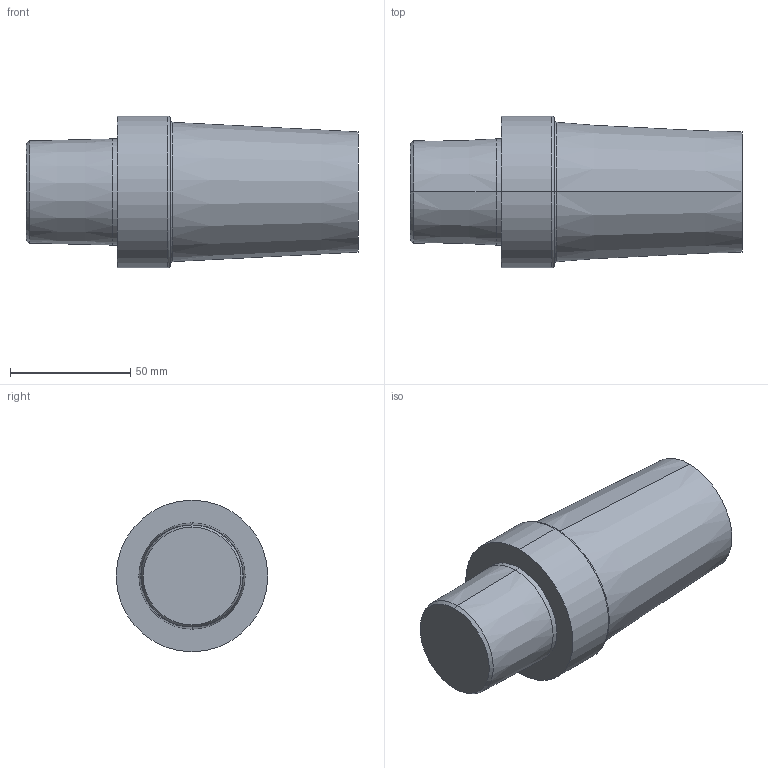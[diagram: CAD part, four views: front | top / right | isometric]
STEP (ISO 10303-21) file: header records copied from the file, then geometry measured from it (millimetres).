
FILE_DESCRIPTION (( 'STEP AP203' ), '1' );
FILE_NAME ('C6-S50-100.stp', '2022-03-11T15:34:15', ( '' ), ( '' ), 'SwSTEP 2.0', 'SolidWorks 2021', '' );
FILE_SCHEMA (( 'CONFIG_CONTROL_DESIGN' ));
Length unit declared in the file: millimetre
Products named in the file (1): C6-S50-100
Bounding box: 138 x 62.98 x 62.98 mm (x, y, z)
Volume: 303382.9 mm3; surface area: 27968.8 mm2
Topology: 1 solids, 1 shells, 18 faces, 34 edges, 20 vertices
Faces by surface type: cone 6, plane 4, cylinder 4, torus 4
Entity records: 535 total; most frequent: DIRECTION 96, CARTESIAN_POINT 73, ORIENTED_EDGE 68, AXIS2_PLACEMENT_3D 43, EDGE_CURVE 34, CIRCLE 24, EDGE_LOOP 20, VERTEX_POINT 20
